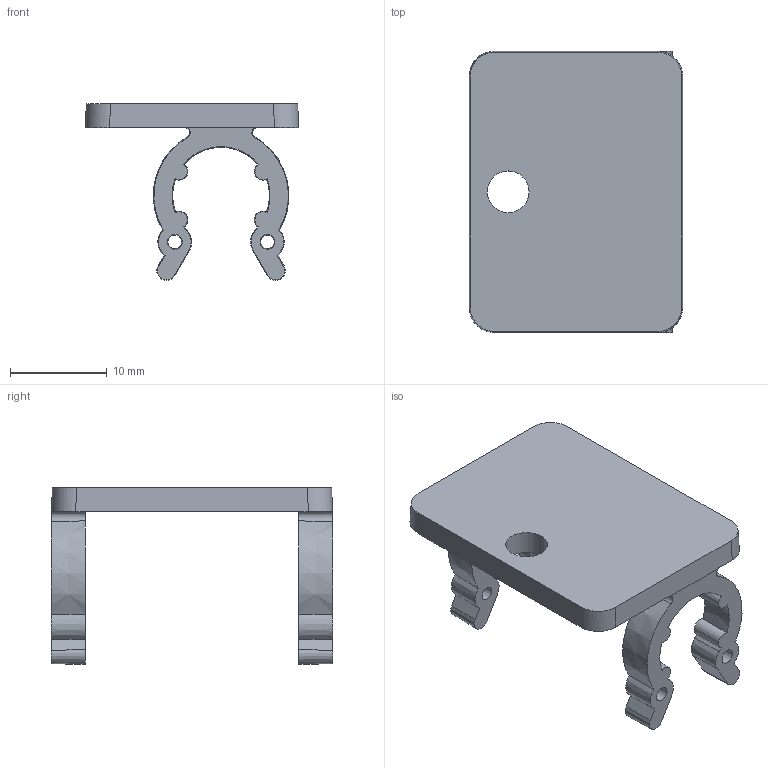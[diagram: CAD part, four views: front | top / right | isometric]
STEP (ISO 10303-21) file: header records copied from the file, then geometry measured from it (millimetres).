
FILE_DESCRIPTION(/* description */ (''),/* implementation_level */ '2;1');
FILE_NAME(/* name */ 'Befestigungsclip_8047658.stp',/* time_stamp */ '2015-11-26T09:39:40+01:00',/* author */ (''),/* organization */ (''),/* preprocessor_version */ 'ST-DEVELOPER v16',/* originating_system */ 'SIEMENS PLM Software NX 10.0',/* authorisation */ '');
FILE_SCHEMA (('AP203_CONFIGURATION_CONTROLLED_3D_DESIGN_OF_MECHANICAL_PARTS_AND_ASSEMBLIES_MIM_LF { 1 0 10303 403 2 1 2}'));
Length unit declared in the file: millimetre
Products named in the file (1): Befestigungsclip_8047658
Bounding box: 22 x 29 x 18.24 mm (x, y, z)
Volume: 2096.9 mm3; surface area: 2378 mm2
Topology: 1 solids, 1 shells, 69 faces, 202 edges, 135 vertices
Faces by surface type: cone 42, plane 22, cylinder 5
Full cylindrical faces by diameter (mm): 4.3 x1
Entity records: 2442 total; most frequent: CARTESIAN_POINT 496, DIRECTION 406, ORIENTED_EDGE 384, EDGE_CURVE 192, AXIS2_PLACEMENT_3D 168, VERTEX_POINT 130, CIRCLE 86, EDGE_LOOP 84
